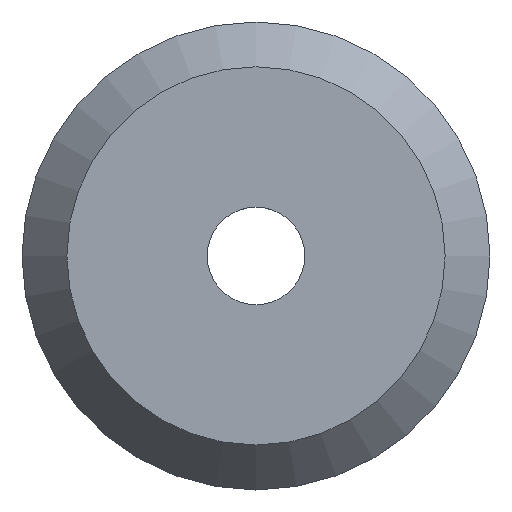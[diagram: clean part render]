
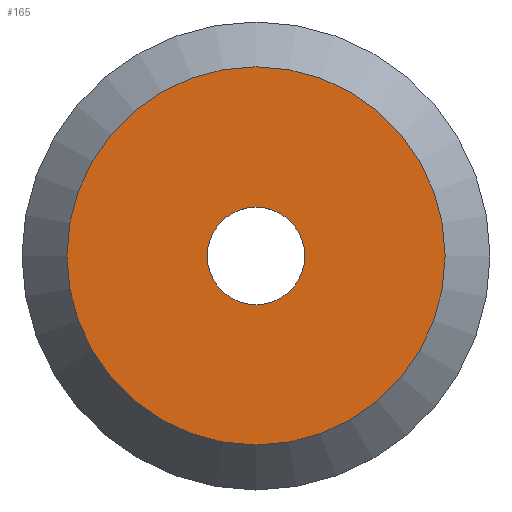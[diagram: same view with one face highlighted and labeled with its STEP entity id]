
A CAD part, top view. The second image highlights one B-rep face of the part: STEP entity #165.
In plain terms, the highlighted planar face has unit normal (0, 0, 1).
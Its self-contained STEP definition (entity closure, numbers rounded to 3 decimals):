
#17=FACE_BOUND('',#50,.T.);
#21=PLANE('',#212);
#36=FACE_OUTER_BOUND('',#49,.T.);
#49=EDGE_LOOP('',(#149));
#50=EDGE_LOOP('',(#150));
#71=CIRCLE('',#196,2.829);
#75=CIRCLE('',#202,0.73);
#84=VERTEX_POINT('',#283);
#88=VERTEX_POINT('',#295);
#99=EDGE_CURVE('',#84,#84,#71,.T.);
#104=EDGE_CURVE('',#88,#88,#75,.T.);
#149=ORIENTED_EDGE('',*,*,#99,.T.);
#150=ORIENTED_EDGE('',*,*,#104,.F.);
#165=ADVANCED_FACE('',(#36,#17),#21,.T.);
#196=AXIS2_PLACEMENT_3D('',#285,#230,#231);
#202=AXIS2_PLACEMENT_3D('',#296,#243,#244);
#212=AXIS2_PLACEMENT_3D('',#314,#267,#268);
#230=DIRECTION('center_axis',(0.,0.,1.));
#231=DIRECTION('ref_axis',(1.,0.,0.));
#243=DIRECTION('center_axis',(0.,0.,1.));
#244=DIRECTION('ref_axis',(1.,0.,0.));
#267=DIRECTION('center_axis',(0.,0.,1.));
#268=DIRECTION('ref_axis',(1.,0.,0.));
#283=CARTESIAN_POINT('',(2.829,0.,3.));
#285=CARTESIAN_POINT('Origin',(0.,0.,3.));
#295=CARTESIAN_POINT('',(0.73,0.,3.));
#296=CARTESIAN_POINT('Origin',(0.,0.,3.));
#314=CARTESIAN_POINT('Origin',(0.,0.,3.));
